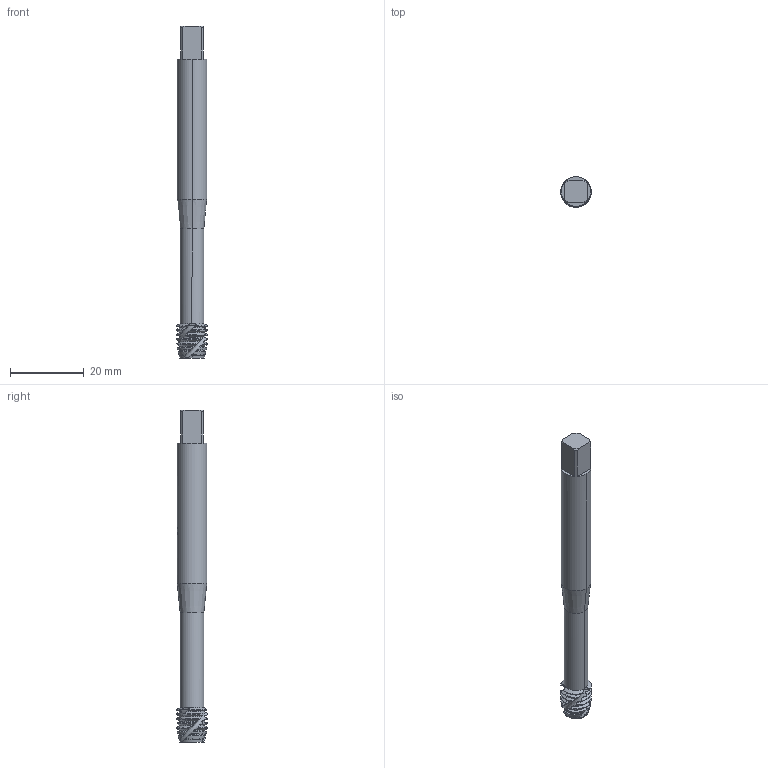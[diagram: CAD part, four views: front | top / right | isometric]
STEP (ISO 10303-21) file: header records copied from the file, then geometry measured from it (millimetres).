
FILE_DESCRIPTION(('no description'),'unknown implementation level');
FILE_NAME('solidmgIifKaCq_niAqMihc_McdQn8s4_1.STP',' ',('CIM GmbH Aachen'),('CADClick - KiM GmbH - www.kimweb.de'),'unknown preprocess','ACIS','unknown authorization');
FILE_SCHEMA(('automotive_design'));
Length unit declared in the file: millimetre
Products named in the file (2): 1; 2
Bounding box: 8.28 x 8.28 x 90 mm (x, y, z)
Volume: 3803.7 mm3; surface area: 2652.8 mm2
Topology: 2 solids, 2 shells, 203 faces, 576 edges, 371 vertices
Faces by surface type: cone 90, cylinder 72, bspline 21, plane 17, revolution 3
Entity records: 17506 total; most frequent: CARTESIAN_POINT 6315, STYLED_ITEM 1146, PRESENTATION_STYLE_ASSIGNMENT 1146, COLOUR_RGB 1146, ORIENTED_EDGE 1140, DIRECTION 867, EDGE_CURVE 570, CURVE_STYLE 570
